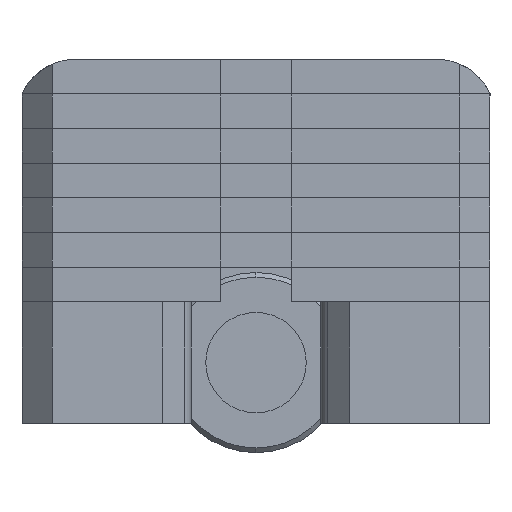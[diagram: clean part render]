
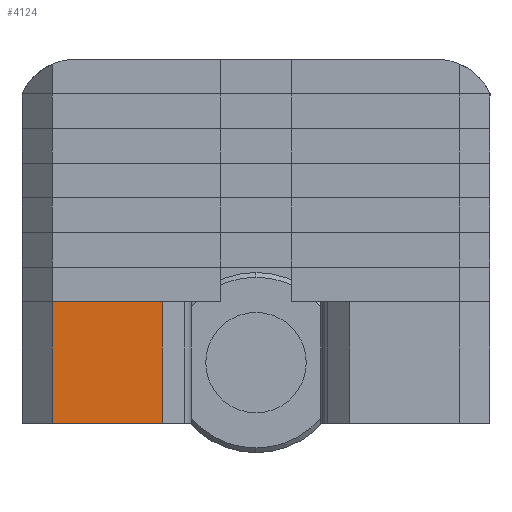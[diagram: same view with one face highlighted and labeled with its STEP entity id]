
A CAD part, front view. The second image highlights one B-rep face of the part: STEP entity #4124.
In plain terms, the highlighted planar face has unit normal (0, -1, 0).
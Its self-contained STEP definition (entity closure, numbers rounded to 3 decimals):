
#227 = DIRECTION ( 'NONE',  ( -1., 0., 0. ) ) ;
#456 = DIRECTION ( 'NONE',  ( 0., 0., 1. ) ) ;
#460 = ORIENTED_EDGE ( 'NONE', *, *, #1596, .T. ) ;
#622 = ORIENTED_EDGE ( 'NONE', *, *, #2538, .F. ) ;
#709 = DIRECTION ( 'NONE',  ( 0., -1., 0. ) ) ;
#949 = VERTEX_POINT ( 'NONE', #3765 ) ;
#1057 = VECTOR ( 'NONE', #227, 1000. ) ;
#1082 = DIRECTION ( 'NONE',  ( 1., 0., 0. ) ) ;
#1087 = CARTESIAN_POINT ( 'NONE',  ( 2.6, -5.5, 0. ) ) ;
#1233 = ORIENTED_EDGE ( 'NONE', *, *, #4402, .T. ) ;
#1352 = VERTEX_POINT ( 'NONE', #3191 ) ;
#1367 = DIRECTION ( 'NONE',  ( 0., 0., 1. ) ) ;
#1516 = CARTESIAN_POINT ( 'NONE',  ( -2.6, -5.5, -8.7 ) ) ;
#1596 = EDGE_CURVE ( 'NONE', #4232, #949, #3759, .T. ) ;
#2130 = VECTOR ( 'NONE', #456, 1000. ) ;
#2243 = CARTESIAN_POINT ( 'NONE',  ( 2.6, -5.5, -4. ) ) ;
#2275 = VECTOR ( 'NONE', #1367, 1000. ) ;
#2483 = DIRECTION ( 'NONE',  ( 0., 0., -1. ) ) ;
#2522 = PLANE ( 'NONE',  #2943 ) ;
#2538 = EDGE_CURVE ( 'NONE', #4232, #1352, #4403, .T. ) ;
#2552 = CARTESIAN_POINT ( 'NONE',  ( 2.6, -5.5, 0. ) ) ;
#2778 = VECTOR ( 'NONE', #1082, 1000. ) ;
#2872 = LINE ( 'NONE', #2552, #2130 ) ;
#2879 = FACE_OUTER_BOUND ( 'NONE', #2925, .T. ) ;
#2923 = VERTEX_POINT ( 'NONE', #3761 ) ;
#2925 = EDGE_LOOP ( 'NONE', ( #622, #460, #4185, #1233 ) ) ;
#2943 = AXIS2_PLACEMENT_3D ( 'NONE', #1087, #709, #2483 ) ;
#3117 = EDGE_CURVE ( 'NONE', #949, #2923, #2872, .T. ) ;
#3191 = CARTESIAN_POINT ( 'NONE',  ( -2.6, -5.5, -4. ) ) ;
#3328 = LINE ( 'NONE', #2243, #1057 ) ;
#3499 = CARTESIAN_POINT ( 'NONE',  ( 2.6, -5.5, -8.7 ) ) ;
#3725 = CARTESIAN_POINT ( 'NONE',  ( -2.6, -5.5, 0. ) ) ;
#3759 = LINE ( 'NONE', #3499, #2778 ) ;
#3761 = CARTESIAN_POINT ( 'NONE',  ( 2.6, -5.5, -4. ) ) ;
#3765 = CARTESIAN_POINT ( 'NONE',  ( 2.6, -5.5, -8.7 ) ) ;
#4124 = ADVANCED_FACE ( 'NONE', ( #2879 ), #2522, .T. ) ;
#4185 = ORIENTED_EDGE ( 'NONE', *, *, #3117, .T. ) ;
#4232 = VERTEX_POINT ( 'NONE', #1516 ) ;
#4402 = EDGE_CURVE ( 'NONE', #2923, #1352, #3328, .T. ) ;
#4403 = LINE ( 'NONE', #3725, #2275 ) ;
